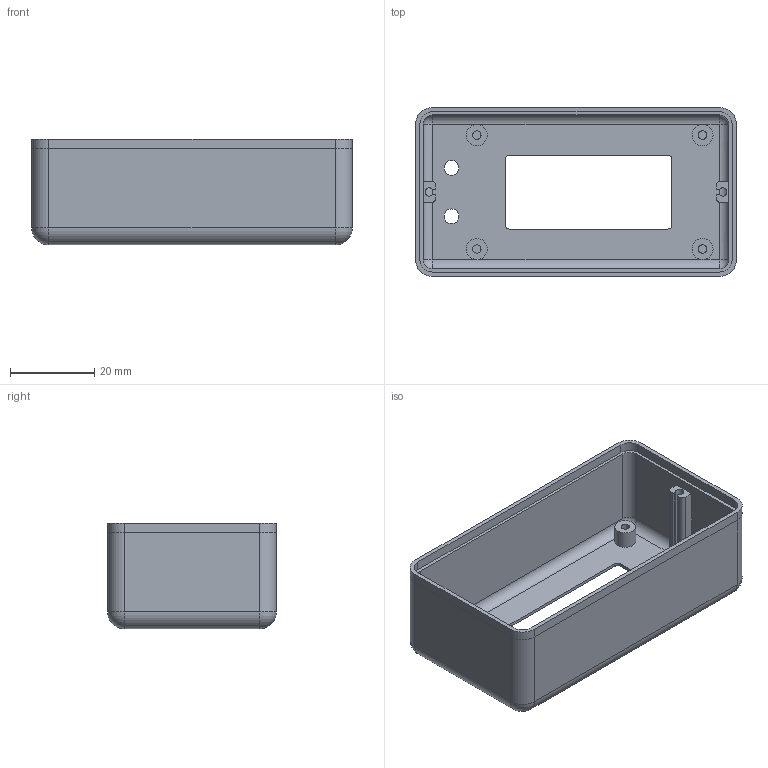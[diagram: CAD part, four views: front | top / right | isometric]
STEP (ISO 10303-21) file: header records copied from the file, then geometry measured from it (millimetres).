
FILE_DESCRIPTION(('FreeCAD Model'),'2;1');
FILE_NAME('Open CASCADE Shape Model','2024-07-02T08:30:58',('Author'),( ''),'Open CASCADE STEP processor 7.6','FreeCAD','Unknown');
FILE_SCHEMA(('AUTOMOTIVE_DESIGN { 1 0 10303 214 1 1 1 1 }'));
Length unit declared in the file: millimetre
Products named in the file (1): Bottom
Bounding box: 76 x 40 x 25 mm (x, y, z)
Volume: 12626.1 mm3; surface area: 15547.2 mm2
Topology: 1 solids, 1 shells, 118 faces, 294 edges, 176 vertices
Faces by surface type: cylinder 56, plane 50, sphere 8, cone 4
Full cylindrical faces by diameter (mm): 2 x4, 3.5 x2, 5 x4
Entity records: 3672 total; most frequent: CARTESIAN_POINT 803, DIRECTION 624, ORIENTED_EDGE 572, EDGE_CURVE 286, AXIS2_PLACEMENT_3D 229, VERTEX_POINT 176, LINE 166, VECTOR 166
